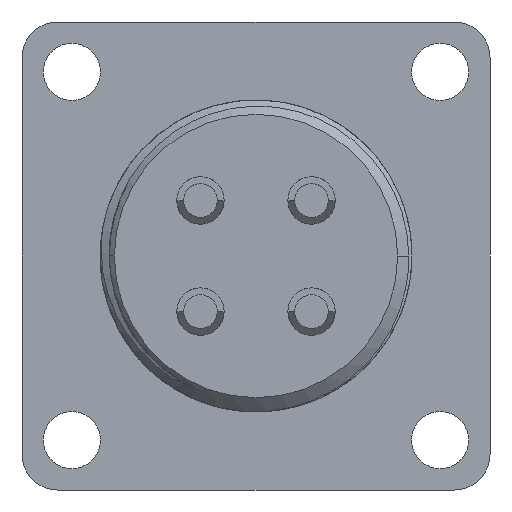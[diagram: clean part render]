
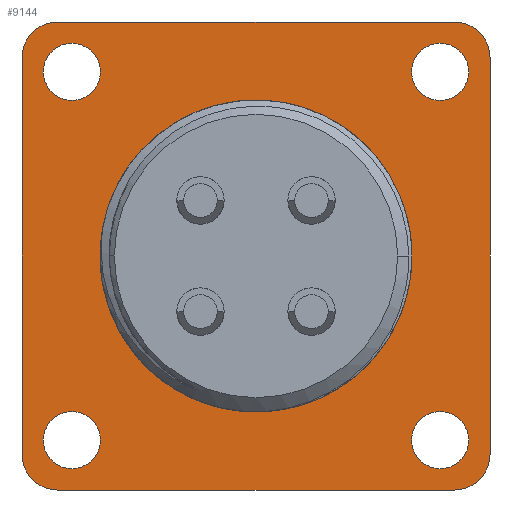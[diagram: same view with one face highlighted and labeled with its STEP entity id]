
A CAD part, front view. The second image highlights one B-rep face of the part: STEP entity #9144.
In plain terms, the highlighted planar face has unit normal (0, -1, 0).
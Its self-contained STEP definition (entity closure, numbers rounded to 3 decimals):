
#1976=CARTESIAN_POINT('',(-11.1,-2.3,-11.1));
#1977=DIRECTION('',(0.,-1.,0.));
#1978=DIRECTION('',(-1.,0.,0.));
#1979=AXIS2_PLACEMENT_3D('',#1976,#1977,#1978);
#1981=DIRECTION('',(0.,0.,-1.));
#1982=VECTOR('',#1981,22.2);
#1983=CARTESIAN_POINT('',(-13.1,-2.3,11.1));
#1984=LINE('',#1983,#1982);
#1985=CARTESIAN_POINT('',(-11.1,-2.3,11.1));
#1986=DIRECTION('',(0.,-1.,0.));
#1987=DIRECTION('',(0.,0.,1.));
#1988=AXIS2_PLACEMENT_3D('',#1985,#1986,#1987);
#1990=DIRECTION('',(-1.,0.,0.));
#1991=VECTOR('',#1990,22.2);
#1992=CARTESIAN_POINT('',(11.1,-2.3,13.1));
#1993=LINE('',#1992,#1991);
#1994=CARTESIAN_POINT('',(11.1,-2.3,11.1));
#1995=DIRECTION('',(0.,-1.,0.));
#1996=DIRECTION('',(1.,0.,0.));
#1997=AXIS2_PLACEMENT_3D('',#1994,#1995,#1996);
#1999=DIRECTION('',(0.,0.,1.));
#2000=VECTOR('',#1999,22.2);
#2001=CARTESIAN_POINT('',(13.1,-2.3,-11.1));
#2002=LINE('',#2001,#2000);
#2003=CARTESIAN_POINT('',(11.1,-2.3,-11.1));
#2004=DIRECTION('',(0.,-1.,0.));
#2005=DIRECTION('',(0.,0.,-1.));
#2006=AXIS2_PLACEMENT_3D('',#2003,#2004,#2005);
#2008=DIRECTION('',(1.,0.,0.));
#2009=VECTOR('',#2008,22.2);
#2010=CARTESIAN_POINT('',(-11.1,-2.3,-13.1));
#2011=LINE('',#2010,#2009);
#2012=CARTESIAN_POINT('',(-10.31,-2.3,10.31));
#2013=DIRECTION('',(0.,1.,0.));
#2014=DIRECTION('',(0.,0.,1.));
#2015=AXIS2_PLACEMENT_3D('',#2012,#2013,#2014);
#2017=CARTESIAN_POINT('',(-10.31,-2.3,10.31));
#2018=DIRECTION('',(0.,1.,0.));
#2019=DIRECTION('',(0.,0.,-1.));
#2020=AXIS2_PLACEMENT_3D('',#2017,#2018,#2019);
#2022=CARTESIAN_POINT('',(10.31,-2.3,10.31));
#2023=DIRECTION('',(0.,1.,0.));
#2024=DIRECTION('',(0.,0.,1.));
#2025=AXIS2_PLACEMENT_3D('',#2022,#2023,#2024);
#2027=CARTESIAN_POINT('',(10.31,-2.3,10.31));
#2028=DIRECTION('',(0.,1.,0.));
#2029=DIRECTION('',(0.,0.,-1.));
#2030=AXIS2_PLACEMENT_3D('',#2027,#2028,#2029);
#2032=CARTESIAN_POINT('',(10.31,-2.3,-10.31));
#2033=DIRECTION('',(0.,1.,0.));
#2034=DIRECTION('',(0.,0.,1.));
#2035=AXIS2_PLACEMENT_3D('',#2032,#2033,#2034);
#2037=CARTESIAN_POINT('',(10.31,-2.3,-10.31));
#2038=DIRECTION('',(0.,1.,0.));
#2039=DIRECTION('',(0.,0.,-1.));
#2040=AXIS2_PLACEMENT_3D('',#2037,#2038,#2039);
#2042=CARTESIAN_POINT('',(-10.31,-2.3,-10.31));
#2043=DIRECTION('',(0.,1.,0.));
#2044=DIRECTION('',(0.,0.,1.));
#2045=AXIS2_PLACEMENT_3D('',#2042,#2043,#2044);
#2047=CARTESIAN_POINT('',(-10.31,-2.3,-10.31));
#2048=DIRECTION('',(0.,1.,0.));
#2049=DIRECTION('',(0.,0.,-1.));
#2050=AXIS2_PLACEMENT_3D('',#2047,#2048,#2049);
#2052=CARTESIAN_POINT('',(0.,-2.3,0.));
#2053=DIRECTION('',(0.,1.,0.));
#2054=DIRECTION('',(-1.,0.,0.));
#2055=AXIS2_PLACEMENT_3D('',#2052,#2053,#2054);
#2057=CARTESIAN_POINT('',(0.,-2.3,0.));
#2058=DIRECTION('',(0.,1.,0.));
#2059=DIRECTION('',(1.,0.,0.));
#2060=AXIS2_PLACEMENT_3D('',#2057,#2058,#2059);
#5708=CARTESIAN_POINT('',(-10.31,-2.3,11.91));
#5709=CARTESIAN_POINT('',(-10.31,-2.3,8.71));
#5710=VERTEX_POINT('',#5708);
#5711=VERTEX_POINT('',#5709);
#5712=CARTESIAN_POINT('',(10.31,-2.3,11.91));
#5713=CARTESIAN_POINT('',(10.31,-2.3,8.71));
#5714=VERTEX_POINT('',#5712);
#5715=VERTEX_POINT('',#5713);
#5716=CARTESIAN_POINT('',(10.31,-2.3,-8.71));
#5717=CARTESIAN_POINT('',(10.31,-2.3,-11.91));
#5718=VERTEX_POINT('',#5716);
#5719=VERTEX_POINT('',#5717);
#5720=CARTESIAN_POINT('',(-10.31,-2.3,-8.71));
#5721=CARTESIAN_POINT('',(-10.31,-2.3,-11.91));
#5722=VERTEX_POINT('',#5720);
#5723=VERTEX_POINT('',#5721);
#5724=CARTESIAN_POINT('',(-13.1,-2.3,-11.1));
#5725=CARTESIAN_POINT('',(-11.1,-2.3,-13.1));
#5726=VERTEX_POINT('',#5724);
#5727=VERTEX_POINT('',#5725);
#5728=CARTESIAN_POINT('',(11.1,-2.3,-13.1));
#5729=VERTEX_POINT('',#5728);
#5730=CARTESIAN_POINT('',(13.1,-2.3,-11.1));
#5731=VERTEX_POINT('',#5730);
#5732=CARTESIAN_POINT('',(13.1,-2.3,11.1));
#5733=VERTEX_POINT('',#5732);
#5734=CARTESIAN_POINT('',(11.1,-2.3,13.1));
#5735=VERTEX_POINT('',#5734);
#5736=CARTESIAN_POINT('',(-11.1,-2.3,13.1));
#5737=VERTEX_POINT('',#5736);
#5738=CARTESIAN_POINT('',(-13.1,-2.3,11.1));
#5739=VERTEX_POINT('',#5738);
#5753=CARTESIAN_POINT('',(8.732,-2.3,0.));
#5755=VERTEX_POINT('',#5753);
#5786=CARTESIAN_POINT('',(-8.732,-2.3,0.));
#5787=VERTEX_POINT('',#5786);
#9099=CARTESIAN_POINT('',(0.,-2.3,0.));
#9100=DIRECTION('',(0.,-1.,0.));
#9101=DIRECTION('',(0.,0.,1.));
#9102=AXIS2_PLACEMENT_3D('',#9099,#9100,#9101);
#9103=PLANE('',#9102);
#9104=ORIENTED_EDGE('',*,*,#8995,.F.);
#9105=ORIENTED_EDGE('',*,*,#9010,.F.);
#9106=ORIENTED_EDGE('',*,*,#9024,.F.);
#9107=ORIENTED_EDGE('',*,*,#9038,.F.);
#9108=ORIENTED_EDGE('',*,*,#9052,.F.);
#9109=ORIENTED_EDGE('',*,*,#9066,.F.);
#9110=ORIENTED_EDGE('',*,*,#9080,.F.);
#9111=ORIENTED_EDGE('',*,*,#9093,.F.);
#9112=EDGE_LOOP('',(#9104,#9105,#9106,#9107,#9108,#9109,#9110,#9111));
#9113=FACE_OUTER_BOUND('',#9112,.F.);
#9115=ORIENTED_EDGE('',*,*,#9114,.F.);
#9117=ORIENTED_EDGE('',*,*,#9116,.F.);
#9118=EDGE_LOOP('',(#9115,#9117));
#9119=FACE_BOUND('',#9118,.F.);
#9121=ORIENTED_EDGE('',*,*,#9120,.F.);
#9123=ORIENTED_EDGE('',*,*,#9122,.F.);
#9124=EDGE_LOOP('',(#9121,#9123));
#9125=FACE_BOUND('',#9124,.F.);
#9127=ORIENTED_EDGE('',*,*,#9126,.F.);
#9129=ORIENTED_EDGE('',*,*,#9128,.F.);
#9130=EDGE_LOOP('',(#9127,#9129));
#9131=FACE_BOUND('',#9130,.F.);
#9133=ORIENTED_EDGE('',*,*,#9132,.F.);
#9135=ORIENTED_EDGE('',*,*,#9134,.F.);
#9136=EDGE_LOOP('',(#9133,#9135));
#9137=FACE_BOUND('',#9136,.F.);
#9139=ORIENTED_EDGE('',*,*,#9138,.F.);
#9141=ORIENTED_EDGE('',*,*,#9140,.F.);
#9142=EDGE_LOOP('',(#9139,#9141));
#9143=FACE_BOUND('',#9142,.F.);
#9144=ADVANCED_FACE('',(#9113,#9119,#9125,#9131,#9137,#9143),#9103,.T.);
#1980=CIRCLE('',#1979,2.);
#1989=CIRCLE('',#1988,2.);
#1998=CIRCLE('',#1997,2.);
#2007=CIRCLE('',#2006,2.);
#2016=CIRCLE('',#2015,1.6);
#2021=CIRCLE('',#2020,1.6);
#2026=CIRCLE('',#2025,1.6);
#2031=CIRCLE('',#2030,1.6);
#2036=CIRCLE('',#2035,1.6);
#2041=CIRCLE('',#2040,1.6);
#2046=CIRCLE('',#2045,1.6);
#2051=CIRCLE('',#2050,1.6);
#2056=CIRCLE('',#2055,8.732);
#2061=CIRCLE('',#2060,8.732);
#8995=EDGE_CURVE('',#5726,#5727,#1980,.T.);
#9010=EDGE_CURVE('',#5739,#5726,#1984,.T.);
#9024=EDGE_CURVE('',#5737,#5739,#1989,.T.);
#9038=EDGE_CURVE('',#5735,#5737,#1993,.T.);
#9052=EDGE_CURVE('',#5733,#5735,#1998,.T.);
#9066=EDGE_CURVE('',#5731,#5733,#2002,.T.);
#9080=EDGE_CURVE('',#5729,#5731,#2007,.T.);
#9093=EDGE_CURVE('',#5727,#5729,#2011,.T.);
#9114=EDGE_CURVE('',#5710,#5711,#2016,.T.);
#9116=EDGE_CURVE('',#5711,#5710,#2021,.T.);
#9120=EDGE_CURVE('',#5714,#5715,#2026,.T.);
#9122=EDGE_CURVE('',#5715,#5714,#2031,.T.);
#9126=EDGE_CURVE('',#5718,#5719,#2036,.T.);
#9128=EDGE_CURVE('',#5719,#5718,#2041,.T.);
#9132=EDGE_CURVE('',#5722,#5723,#2046,.T.);
#9134=EDGE_CURVE('',#5723,#5722,#2051,.T.);
#9138=EDGE_CURVE('',#5787,#5755,#2056,.T.);
#9140=EDGE_CURVE('',#5755,#5787,#2061,.T.);
